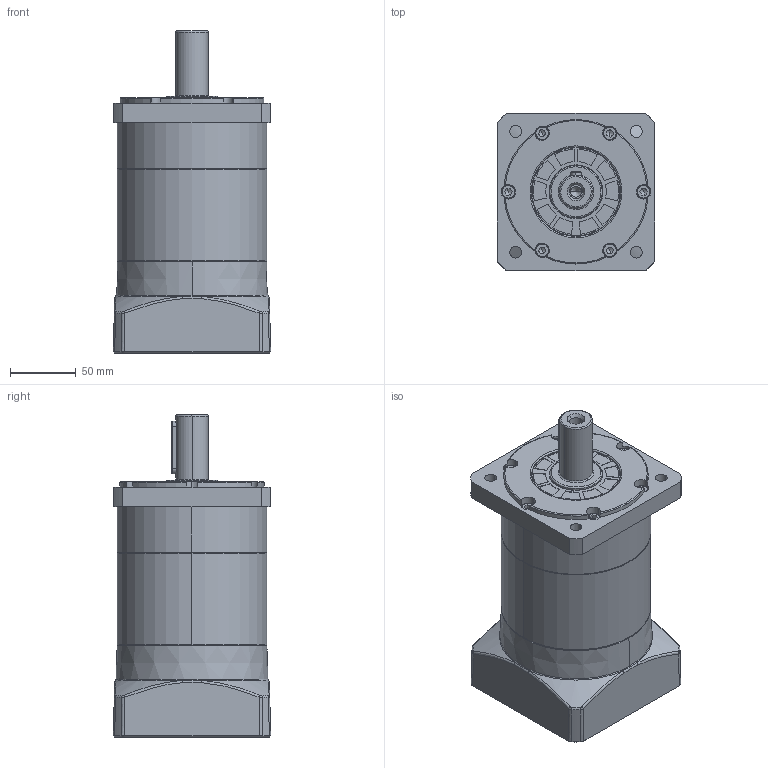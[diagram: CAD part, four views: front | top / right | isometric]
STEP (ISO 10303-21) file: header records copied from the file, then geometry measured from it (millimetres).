
FILE_DESCRIPTION (( 'STEP AP214' ), '1' );
FILE_NAME ('FB-120-L2-P2-¦µ22-¦µ95-¦µ115-M6-59.STEP', '2024-01-05T01:24:42', ( 'admin' ), ( '' ), 'SwSTEP 2.0', 'SolidWorks 2013', '' );
FILE_SCHEMA (( 'AUTOMOTIVE_DESIGN' ));
Length unit declared in the file: millimetre
Products named in the file (9): 怀堤俴陎殤FB120-C25; 内齿圈FB120-S108; M6樓粟菜; FBK嘎殤蚐猾 KG40x68x5; FB-120-L2-P2-朴22-朴95-朴115-M6-59; 单边锁输入轴FB120-22（带螺丝）; 镂空输入法兰FB120-95x70xM6(115); 怀堤傷褲极FB120; A倰す瑩8X40
Assembly tree (19 placements, depth 2):
  FB-120-L2-P2-朴22-朴95-朴115-M6-59
    FBK嘎殤蚐猾 KG40x68x5
    M6樓粟菜  x12
    内齿圈FB120-S108
    怀堤俴陎殤FB120-C25
    A倰す瑩8X40
    怀堤傷褲极FB120
    镂空输入法兰FB120-95x70xM6(115)
    单边锁输入轴FB120-22（带螺丝）
Bounding box: 120 x 120 x 245.5 mm (x, y, z)
Volume: 1864279.4 mm3; surface area: 255810.8 mm2
Topology: 8 solids, 33 shells, 1238 faces, 2986 edges, 1827 vertices
Faces by surface type: plane 345, bspline 278, cylinder 275, cone 182, torus 98, sphere 60
Entity records: 42654 total; most frequent: CARTESIAN_POINT 21916, ORIENTED_EDGE 4605, DIRECTION 3740, EDGE_CURVE 2306, AXIS2_PLACEMENT_3D 1548, VERTEX_POINT 1397, EDGE_LOOP 1060, FACE_OUTER_BOUND 974
